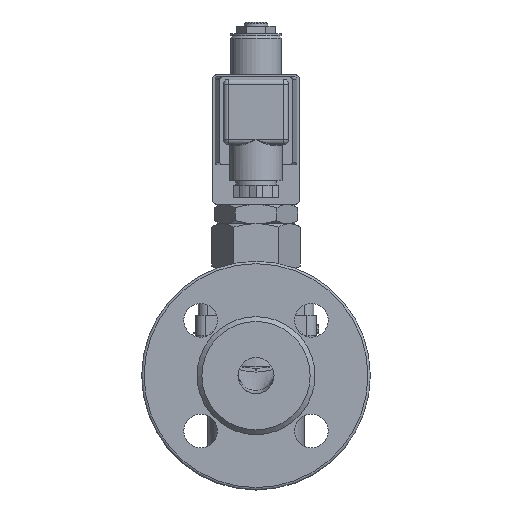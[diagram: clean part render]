
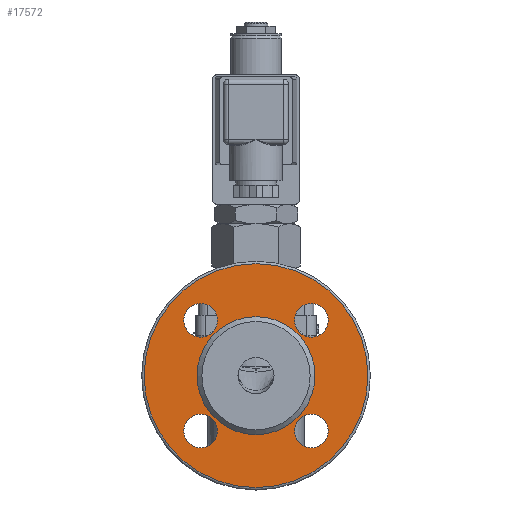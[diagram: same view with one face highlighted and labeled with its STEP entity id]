
A CAD part, front view. The second image highlights one B-rep face of the part: STEP entity #17572.
In plain terms, the highlighted planar face has unit normal (0, -1, 0).
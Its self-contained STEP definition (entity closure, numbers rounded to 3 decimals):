
#1531=FACE_BOUND('',#5833,.T.);
#1532=FACE_BOUND('',#5834,.T.);
#1533=FACE_BOUND('',#5835,.T.);
#1534=FACE_BOUND('',#5836,.T.);
#1535=FACE_BOUND('',#5837,.T.);
#4149=PLANE('',#18770);
#4766=FACE_OUTER_BOUND('',#5832,.T.);
#5832=EDGE_LOOP('',(#13371));
#5833=EDGE_LOOP('',(#13372));
#5834=EDGE_LOOP('',(#13373));
#5835=EDGE_LOOP('',(#13374));
#5836=EDGE_LOOP('',(#13375));
#5837=EDGE_LOOP('',(#13376));
#7627=CIRCLE('',#18625,24.5);
#7727=CIRCLE('',#18771,46.5);
#7728=CIRCLE('',#18772,7.);
#7729=CIRCLE('',#18773,7.);
#7730=CIRCLE('',#18774,7.);
#7731=CIRCLE('',#18775,7.);
#8311=VERTEX_POINT('',#25592);
#8445=VERTEX_POINT('',#29326);
#8446=VERTEX_POINT('',#29328);
#8447=VERTEX_POINT('',#29330);
#8448=VERTEX_POINT('',#29332);
#8449=VERTEX_POINT('',#29334);
#10096=EDGE_CURVE('',#8311,#8311,#7627,.T.);
#10326=EDGE_CURVE('',#8445,#8445,#7727,.T.);
#10327=EDGE_CURVE('',#8446,#8446,#7728,.T.);
#10328=EDGE_CURVE('',#8447,#8447,#7729,.T.);
#10329=EDGE_CURVE('',#8448,#8448,#7730,.T.);
#10330=EDGE_CURVE('',#8449,#8449,#7731,.T.);
#13371=ORIENTED_EDGE('',*,*,#10326,.F.);
#13372=ORIENTED_EDGE('',*,*,#10327,.T.);
#13373=ORIENTED_EDGE('',*,*,#10328,.T.);
#13374=ORIENTED_EDGE('',*,*,#10329,.T.);
#13375=ORIENTED_EDGE('',*,*,#10330,.T.);
#13376=ORIENTED_EDGE('',*,*,#10096,.T.);
#17572=ADVANCED_FACE('',(#4766,#1531,#1532,#1533,#1534,#1535),#4149,.T.);
#18625=AXIS2_PLACEMENT_3D('',#25593,#20336,#20337);
#18770=AXIS2_PLACEMENT_3D('',#29325,#20658,#20659);
#18771=AXIS2_PLACEMENT_3D('',#29327,#20660,#20661);
#18772=AXIS2_PLACEMENT_3D('',#29329,#20662,#20663);
#18773=AXIS2_PLACEMENT_3D('',#29331,#20664,#20665);
#18774=AXIS2_PLACEMENT_3D('',#29333,#20666,#20667);
#18775=AXIS2_PLACEMENT_3D('',#29335,#20668,#20669);
#20336=DIRECTION('center_axis',(0.,1.,0.));
#20337=DIRECTION('ref_axis',(0.,0.,1.));
#20658=DIRECTION('center_axis',(0.,-1.,0.));
#20659=DIRECTION('ref_axis',(0.,0.,-1.));
#20660=DIRECTION('center_axis',(0.,1.,0.));
#20661=DIRECTION('ref_axis',(0.,0.,-1.));
#20662=DIRECTION('center_axis',(0.,1.,0.));
#20663=DIRECTION('ref_axis',(1.,0.,0.));
#20664=DIRECTION('center_axis',(0.,1.,0.));
#20665=DIRECTION('ref_axis',(1.,0.,0.));
#20666=DIRECTION('center_axis',(0.,1.,0.));
#20667=DIRECTION('ref_axis',(1.,0.,0.));
#20668=DIRECTION('center_axis',(0.,1.,0.));
#20669=DIRECTION('ref_axis',(1.,0.,0.));
#25592=CARTESIAN_POINT('',(0.,-63.,24.5));
#25593=CARTESIAN_POINT('Origin',(0.,-63.,0.));
#29325=CARTESIAN_POINT('Origin',(0.,-63.,36.));
#29326=CARTESIAN_POINT('',(0.,-63.,46.5));
#29327=CARTESIAN_POINT('Origin',(0.,-63.,0.));
#29328=CARTESIAN_POINT('',(15.981,-63.,22.981));
#29329=CARTESIAN_POINT('Origin',(22.981,-63.,22.981));
#29330=CARTESIAN_POINT('',(15.981,-63.,-22.981));
#29331=CARTESIAN_POINT('Origin',(22.981,-63.,-22.981));
#29332=CARTESIAN_POINT('',(-29.981,-63.,-22.981));
#29333=CARTESIAN_POINT('Origin',(-22.981,-63.,-22.981));
#29334=CARTESIAN_POINT('',(-29.981,-63.,22.981));
#29335=CARTESIAN_POINT('Origin',(-22.981,-63.,22.981));
